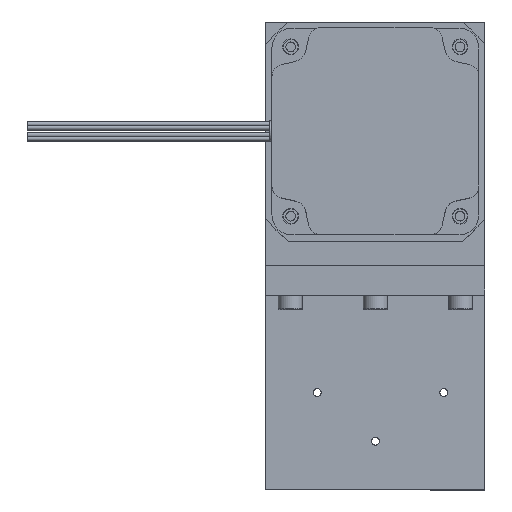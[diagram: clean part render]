
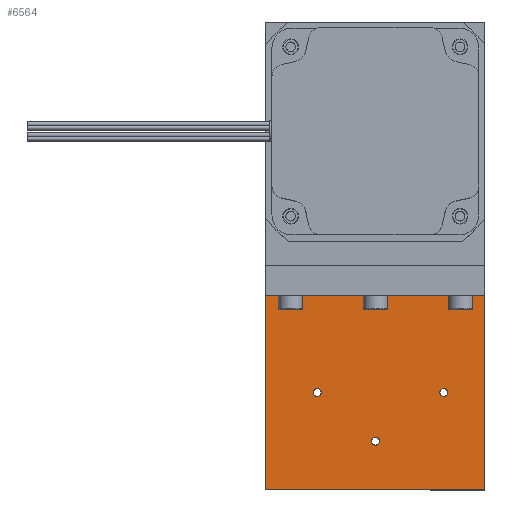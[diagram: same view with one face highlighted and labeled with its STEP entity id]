
A CAD part, top view. The second image highlights one B-rep face of the part: STEP entity #6564.
In plain terms, the highlighted face is planar.
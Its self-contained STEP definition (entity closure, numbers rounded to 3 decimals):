
#292=FACE_BOUND('',#1185,.T.);
#293=FACE_BOUND('',#1186,.T.);
#294=FACE_BOUND('',#1187,.T.);
#378=PLANE('',#7216);
#770=FACE_OUTER_BOUND('',#1184,.T.);
#1184=EDGE_LOOP('',(#4892,#4893,#4894,#4895));
#1185=EDGE_LOOP('',(#4896));
#1186=EDGE_LOOP('',(#4897));
#1187=EDGE_LOOP('',(#4898));
#1649=LINE('',#10168,#2232);
#1653=LINE('',#10176,#2236);
#1656=LINE('',#10182,#2239);
#1659=LINE('',#10187,#2242);
#2232=VECTOR('',#8121,10.);
#2236=VECTOR('',#8127,10.);
#2239=VECTOR('',#8132,10.);
#2242=VECTOR('',#8137,10.);
#2784=CIRCLE('',#7203,1.6);
#2786=CIRCLE('',#7206,1.6);
#2788=CIRCLE('',#7209,1.6);
#3150=VERTEX_POINT('',#10148);
#3152=VERTEX_POINT('',#10154);
#3154=VERTEX_POINT('',#10160);
#3156=VERTEX_POINT('',#10166);
#3157=VERTEX_POINT('',#10167);
#3160=VERTEX_POINT('',#10175);
#3162=VERTEX_POINT('',#10181);
#3811=EDGE_CURVE('',#3150,#3150,#2784,.T.);
#3814=EDGE_CURVE('',#3152,#3152,#2786,.T.);
#3817=EDGE_CURVE('',#3154,#3154,#2788,.T.);
#3820=EDGE_CURVE('',#3156,#3157,#1649,.T.);
#3824=EDGE_CURVE('',#3160,#3156,#1653,.T.);
#3827=EDGE_CURVE('',#3162,#3160,#1656,.T.);
#3830=EDGE_CURVE('',#3157,#3162,#1659,.T.);
#4892=ORIENTED_EDGE('',*,*,#3830,.F.);
#4893=ORIENTED_EDGE('',*,*,#3820,.F.);
#4894=ORIENTED_EDGE('',*,*,#3824,.F.);
#4895=ORIENTED_EDGE('',*,*,#3827,.F.);
#4896=ORIENTED_EDGE('',*,*,#3811,.T.);
#4897=ORIENTED_EDGE('',*,*,#3814,.T.);
#4898=ORIENTED_EDGE('',*,*,#3817,.T.);
#6564=ADVANCED_FACE('',(#770,#292,#293,#294),#378,.F.);
#7203=AXIS2_PLACEMENT_3D('',#10149,#8100,#8101);
#7206=AXIS2_PLACEMENT_3D('',#10155,#8107,#8108);
#7209=AXIS2_PLACEMENT_3D('',#10161,#8114,#8115);
#7216=AXIS2_PLACEMENT_3D('',#10190,#8141,#8142);
#8100=DIRECTION('center_axis',(0.,0.,1.));
#8101=DIRECTION('ref_axis',(1.,0.,0.));
#8107=DIRECTION('center_axis',(0.,0.,1.));
#8108=DIRECTION('ref_axis',(1.,0.,0.));
#8114=DIRECTION('center_axis',(0.,0.,1.));
#8115=DIRECTION('ref_axis',(1.,0.,0.));
#8121=DIRECTION('',(0.,1.,0.));
#8127=DIRECTION('',(1.,0.,0.));
#8132=DIRECTION('',(0.,-1.,0.));
#8137=DIRECTION('',(-1.,0.,0.));
#8141=DIRECTION('center_axis',(0.,0.,1.));
#8142=DIRECTION('ref_axis',(1.,0.,0.));
#10148=CARTESIAN_POINT('',(-22.725,40.,0.));
#10149=CARTESIAN_POINT('Origin',(-21.125,40.,0.));
#10154=CARTESIAN_POINT('',(-74.687,40.,0.));
#10155=CARTESIAN_POINT('Origin',(-73.087,40.,0.));
#10160=CARTESIAN_POINT('',(-46.6,20.,0.));
#10161=CARTESIAN_POINT('Origin',(-45.,20.,0.));
#10166=CARTESIAN_POINT('',(0.,0.,0.));
#10167=CARTESIAN_POINT('',(0.,80.,0.));
#10168=CARTESIAN_POINT('',(0.,0.,0.));
#10175=CARTESIAN_POINT('',(-90.,0.,0.));
#10176=CARTESIAN_POINT('',(-90.,0.,0.));
#10181=CARTESIAN_POINT('',(-90.,80.,0.));
#10182=CARTESIAN_POINT('',(-90.,80.,0.));
#10187=CARTESIAN_POINT('',(0.,80.,0.));
#10190=CARTESIAN_POINT('Origin',(-45.,40.,0.));
